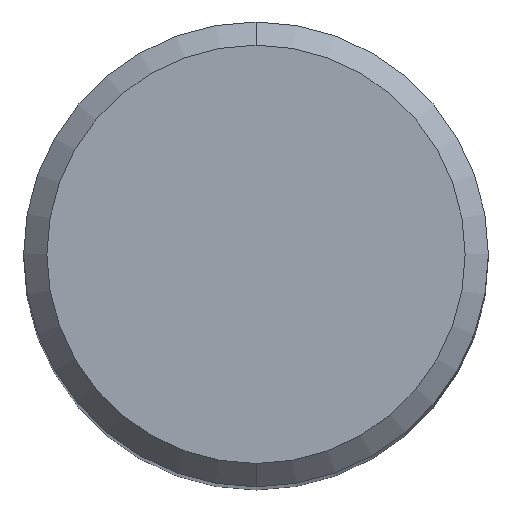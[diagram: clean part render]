
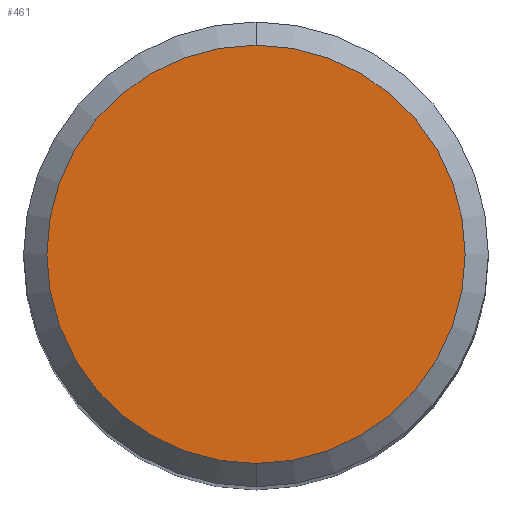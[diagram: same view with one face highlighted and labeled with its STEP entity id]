
A CAD part, top view. The second image highlights one B-rep face of the part: STEP entity #461.
In plain terms, the highlighted planar face has unit normal (0, 0, 1).
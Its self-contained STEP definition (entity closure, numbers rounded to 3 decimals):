
#193=EDGE_CURVE('',#365,#323,#501,.T.);
#317=EDGE_CURVE('',#323,#365,#640,.T.);
#323=VERTEX_POINT('',#646);
#365=VERTEX_POINT('',#695);
#461=ADVANCED_FACE('',(#797),#798,.T.);
#501=CIRCLE('',#844,4.5);
#640=CIRCLE('',#1108,4.5);
#646=CARTESIAN_POINT('',(0.,-4.5,0.0));
#695=CARTESIAN_POINT('',(0.0,4.5,0.0));
#797=FACE_OUTER_BOUND('',#1472,.T.);
#798=PLANE('',#1473);
#844=AXIS2_PLACEMENT_3D('',#1495,#1496,#1497);
#1108=AXIS2_PLACEMENT_3D('',#1670,#1671,#1672);
#1472=EDGE_LOOP('',(#1833,#1834));
#1473=AXIS2_PLACEMENT_3D('',#1835,#1836,#1837);
#1495=CARTESIAN_POINT('',(0.0,0.0,0.0));
#1496=DIRECTION('',(0.0,0.0,-1.0));
#1497=DIRECTION('',(0.0,1.0,0.0));
#1670=CARTESIAN_POINT('',(0.0,0.0,0.0));
#1671=DIRECTION('',(0.0,0.0,-1.0));
#1672=DIRECTION('',(0.0,1.0,0.0));
#1833=ORIENTED_EDGE('',*,*,#193,.F.);
#1834=ORIENTED_EDGE('',*,*,#317,.F.);
#1835=CARTESIAN_POINT('',(0.0,2.25,0.0));
#1836=DIRECTION('',(-0.0,0.0,1.0));
#1837=DIRECTION('',(0.0,-1.0,0.0));
